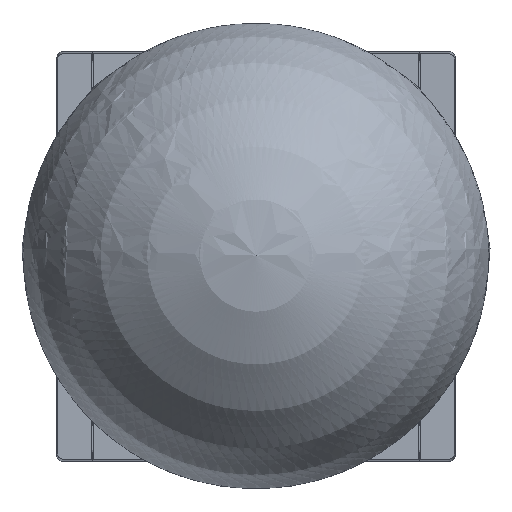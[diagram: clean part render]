
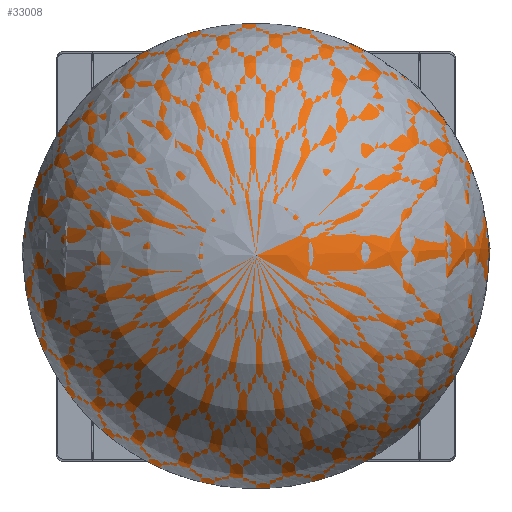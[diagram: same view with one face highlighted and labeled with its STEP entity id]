
A CAD part, top view. The second image highlights one B-rep face of the part: STEP entity #33008.
In plain terms, the highlighted spherical face has radius 50.85 mm.
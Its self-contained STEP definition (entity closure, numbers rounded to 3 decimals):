
#2419 = DIRECTION ( 'NONE',  ( 0., 0., 1. ) ) ;
#2514 = EDGE_CURVE ( 'NONE', #11840, #65491, #81466, .T. ) ;
#2934 = ORIENTED_EDGE ( 'NONE', *, *, #97285, .F. ) ;
#10492 = DIRECTION ( 'NONE',  ( 0., 0., 1. ) ) ;
#11840 = VERTEX_POINT ( 'NONE', #52986 ) ;
#23978 = DIRECTION ( 'NONE',  ( 0., -1., 0. ) ) ;
#24599 = AXIS2_PLACEMENT_3D ( 'NONE', #85147, #86650, #25105 ) ;
#25056 = CARTESIAN_POINT ( 'NONE',  ( -700.436, 100., 71.6 ) ) ;
#25105 = DIRECTION ( 'NONE',  ( -0.009, 0., 1. ) ) ;
#26576 = CARTESIAN_POINT ( 'NONE',  ( -700.436, 107.072, 21.246 ) ) ;
#33008 = ADVANCED_FACE ( 'NONE', ( #70527 ), #39522, .F. ) ;
#38112 = AXIS2_PLACEMENT_3D ( 'NONE', #25056, #55560, #10492 ) ;
#39522 = SPHERICAL_SURFACE ( 'NONE', #47020, 50.85 ) ;
#44028 = ORIENTED_EDGE ( 'NONE', *, *, #2514, .T. ) ;
#47020 = AXIS2_PLACEMENT_3D ( 'NONE', #55983, #2419, #23978 ) ;
#52986 = CARTESIAN_POINT ( 'NONE',  ( -700.436, 107.1, 21.25 ) ) ;
#55560 = DIRECTION ( 'NONE',  ( -1., 0., 0. ) ) ;
#55983 = CARTESIAN_POINT ( 'NONE',  ( -700., 100., 71.6 ) ) ;
#62953 = CIRCLE ( 'NONE', #24599, 50.842 ) ;
#65491 = VERTEX_POINT ( 'NONE', #26576 ) ;
#70527 = FACE_OUTER_BOUND ( 'NONE', #78259, .T. ) ;
#78259 = EDGE_LOOP ( 'NONE', ( #2934, #44028 ) ) ;
#81466 = CIRCLE ( 'NONE', #38112, 50.848 ) ;
#85147 = CARTESIAN_POINT ( 'NONE',  ( -700.875, 100., 71.592 ) ) ;
#86650 = DIRECTION ( 'NONE',  ( -1., 0., -0.009 ) ) ;
#97285 = EDGE_CURVE ( 'NONE', #11840, #65491, #62953, .T. ) ;
